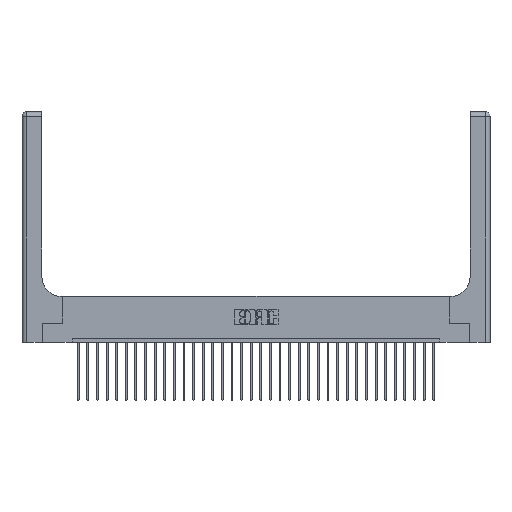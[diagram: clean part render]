
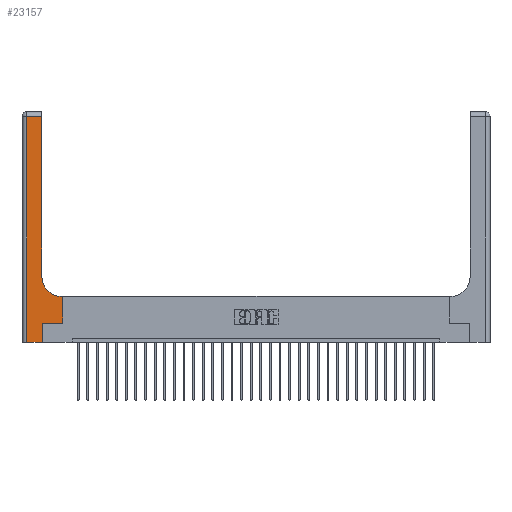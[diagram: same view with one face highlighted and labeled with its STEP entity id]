
A CAD part, top view. The second image highlights one B-rep face of the part: STEP entity #23157.
In plain terms, the highlighted planar face has unit normal (0, 0, 1).
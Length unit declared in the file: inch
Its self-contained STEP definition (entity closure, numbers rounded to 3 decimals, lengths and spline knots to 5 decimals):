
#955 = CARTESIAN_POINT ( 'NONE',  ( 0.26, 2.94, 0.37 ) ) ;
#1029 = ORIENTED_EDGE ( 'NONE', *, *, #27146, .T. ) ;
#1271 = DIRECTION ( 'NONE',  ( 0., -1., 0. ) ) ;
#1590 = CARTESIAN_POINT ( 'NONE',  ( 0.51, 0.85, 0.37 ) ) ;
#1765 = EDGE_CURVE ( 'NONE', #3105, #27085, #25978, .T. ) ;
#2267 = VECTOR ( 'NONE', #26930, 39.37008 ) ;
#2424 = DIRECTION ( 'NONE',  ( -1., 0., 0. ) ) ;
#2483 = CARTESIAN_POINT ( 'NONE',  ( 0.265, 0., 0.37 ) ) ;
#2578 = CARTESIAN_POINT ( 'NONE',  ( 0.51, 0.6, 0.37 ) ) ;
#3105 = VERTEX_POINT ( 'NONE', #6496 ) ;
#3143 = CARTESIAN_POINT ( 'NONE',  ( 0.26, 0.85, 0.37 ) ) ;
#3306 = EDGE_CURVE ( 'NONE', #10927, #16684, #12411, .T. ) ;
#3902 = DIRECTION ( 'NONE',  ( 0., 1., 0. ) ) ;
#4219 = EDGE_CURVE ( 'NONE', #12463, #13741, #11627, .T. ) ;
#4680 = CARTESIAN_POINT ( 'NONE',  ( 0., 0., 0.37 ) ) ;
#5139 = LINE ( 'NONE', #12601, #8024 ) ;
#5325 = VECTOR ( 'NONE', #10414, 39.37008 ) ;
#5960 = VECTOR ( 'NONE', #7911, 39.37008 ) ;
#6456 = LINE ( 'NONE', #26468, #23435 ) ;
#6496 = CARTESIAN_POINT ( 'NONE',  ( 0.528, 0.6, 0.37 ) ) ;
#6748 = AXIS2_PLACEMENT_3D ( 'NONE', #1590, #26375, #12827 ) ;
#7040 = VERTEX_POINT ( 'NONE', #18427 ) ;
#7117 = ORIENTED_EDGE ( 'NONE', *, *, #21286, .T. ) ;
#7827 = CARTESIAN_POINT ( 'NONE',  ( 0.265, 0.25, 0.37 ) ) ;
#7911 = DIRECTION ( 'NONE',  ( 0., 1., 0. ) ) ;
#8024 = VECTOR ( 'NONE', #1271, 39.37008 ) ;
#8087 = CARTESIAN_POINT ( 'NONE',  ( 0.06, 0., 0.37 ) ) ;
#8716 = ORIENTED_EDGE ( 'NONE', *, *, #15487, .T. ) ;
#8895 = CARTESIAN_POINT ( 'NONE',  ( 0., 3., 0.37 ) ) ;
#10414 = DIRECTION ( 'NONE',  ( -1., 0., 0. ) ) ;
#10769 = VECTOR ( 'NONE', #22097, 39.37008 ) ;
#10879 = CARTESIAN_POINT ( 'NONE',  ( 0.06, 2.94, 0.37 ) ) ;
#10927 = VERTEX_POINT ( 'NONE', #955 ) ;
#11627 = LINE ( 'NONE', #4680, #26153 ) ;
#11974 = LINE ( 'NONE', #21441, #5960 ) ;
#12142 = EDGE_CURVE ( 'NONE', #21251, #10927, #21353, .T. ) ;
#12411 = LINE ( 'NONE', #28445, #5325 ) ;
#12463 = VERTEX_POINT ( 'NONE', #8087 ) ;
#12557 = AXIS2_PLACEMENT_3D ( 'NONE', #8895, #13411, #13224 ) ;
#12601 = CARTESIAN_POINT ( 'NONE',  ( 0.06, 3., 0.37 ) ) ;
#12827 = DIRECTION ( 'NONE',  ( 1., 0., 0. ) ) ;
#13052 = VERTEX_POINT ( 'NONE', #7827 ) ;
#13114 = ORIENTED_EDGE ( 'NONE', *, *, #21551, .T. ) ;
#13224 = DIRECTION ( 'NONE',  ( -1., 0., 0. ) ) ;
#13411 = DIRECTION ( 'NONE',  ( 0., 0., -1. ) ) ;
#13659 = EDGE_LOOP ( 'NONE', ( #18458, #17619, #7117, #28137, #18022, #13114, #8716, #14680, #1029 ) ) ;
#13741 = VERTEX_POINT ( 'NONE', #2483 ) ;
#14680 = ORIENTED_EDGE ( 'NONE', *, *, #1765, .T. ) ;
#15487 = EDGE_CURVE ( 'NONE', #7040, #3105, #11974, .T. ) ;
#15758 = CARTESIAN_POINT ( 'NONE',  ( 0.26, 0.6, 0.37 ) ) ;
#16684 = VERTEX_POINT ( 'NONE', #10879 ) ;
#17619 = ORIENTED_EDGE ( 'NONE', *, *, #3306, .T. ) ;
#17758 = CARTESIAN_POINT ( 'NONE',  ( 0.26, 3., 0.37 ) ) ;
#18022 = ORIENTED_EDGE ( 'NONE', *, *, #28097, .T. ) ;
#18427 = CARTESIAN_POINT ( 'NONE',  ( 0.528, 0.25, 0.37 ) ) ;
#18458 = ORIENTED_EDGE ( 'NONE', *, *, #12142, .T. ) ;
#19595 = FACE_OUTER_BOUND ( 'NONE', #13659, .T. ) ;
#20281 = DIRECTION ( 'NONE',  ( 1., 0., 0. ) ) ;
#21251 = VERTEX_POINT ( 'NONE', #3143 ) ;
#21286 = EDGE_CURVE ( 'NONE', #16684, #12463, #5139, .T. ) ;
#21353 = LINE ( 'NONE', #17758, #2267 ) ;
#21441 = CARTESIAN_POINT ( 'NONE',  ( 0.528, 0.25, 0.37 ) ) ;
#21551 = EDGE_CURVE ( 'NONE', #13052, #7040, #27088, .T. ) ;
#22097 = DIRECTION ( 'NONE',  ( 1., 0., 0. ) ) ;
#23157 = ADVANCED_FACE ( 'NONE', ( #19595 ), #26686, .F. ) ;
#23435 = VECTOR ( 'NONE', #3902, 39.37008 ) ;
#25253 = CIRCLE ( 'NONE', #6748, 0.25 ) ;
#25978 = LINE ( 'NONE', #15758, #26682 ) ;
#26153 = VECTOR ( 'NONE', #20281, 39.37008 ) ;
#26375 = DIRECTION ( 'NONE',  ( 0., 0., -1. ) ) ;
#26468 = CARTESIAN_POINT ( 'NONE',  ( 0.265, 0., 0.37 ) ) ;
#26543 = CARTESIAN_POINT ( 'NONE',  ( 0.265, 0.25, 0.37 ) ) ;
#26682 = VECTOR ( 'NONE', #2424, 39.37008 ) ;
#26686 = PLANE ( 'NONE',  #12557 ) ;
#26930 = DIRECTION ( 'NONE',  ( 0., 1., 0. ) ) ;
#27085 = VERTEX_POINT ( 'NONE', #2578 ) ;
#27088 = LINE ( 'NONE', #26543, #10769 ) ;
#27146 = EDGE_CURVE ( 'NONE', #27085, #21251, #25253, .T. ) ;
#28097 = EDGE_CURVE ( 'NONE', #13741, #13052, #6456, .T. ) ;
#28137 = ORIENTED_EDGE ( 'NONE', *, *, #4219, .T. ) ;
#28445 = CARTESIAN_POINT ( 'NONE',  ( 0., 2.94, 0.37 ) ) ;
